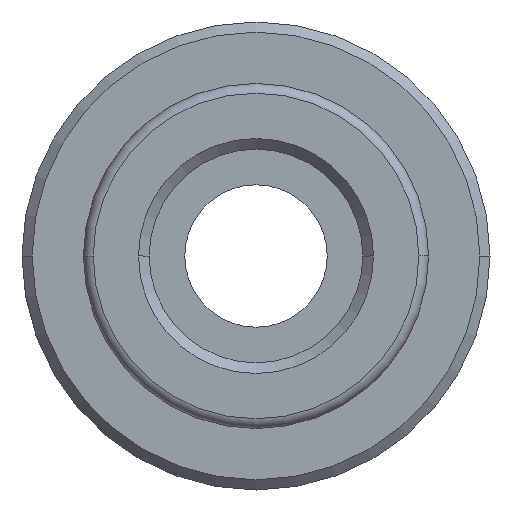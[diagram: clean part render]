
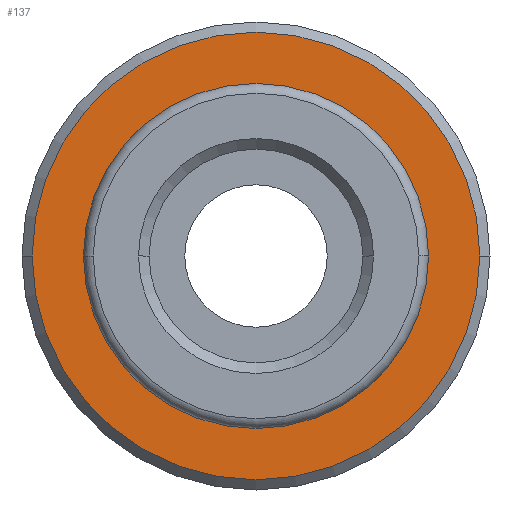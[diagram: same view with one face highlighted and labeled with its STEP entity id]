
A CAD part, front view. The second image highlights one B-rep face of the part: STEP entity #137.
In plain terms, the highlighted planar face has unit normal (0, -1, 0).
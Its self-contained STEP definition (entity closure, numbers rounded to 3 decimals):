
#137=ADVANCED_FACE('',(#331,#332),#333,.T.);
#331=FACE_OUTER_BOUND('',#582,.T.);
#332=FACE_BOUND('',#583,.T.);
#333=PLANE('',#584);
#582=EDGE_LOOP('',(#917,#918));
#583=EDGE_LOOP('',(#919,#920));
#584=AXIS2_PLACEMENT_3D('',#921,#922,#923);
#917=ORIENTED_EDGE('',*,*,#1495,.F.);
#918=ORIENTED_EDGE('',*,*,#1496,.F.);
#919=ORIENTED_EDGE('',*,*,#1497,.T.);
#920=ORIENTED_EDGE('',*,*,#1498,.T.);
#921=CARTESIAN_POINT('',(9.5,4.0,0.0));
#922=DIRECTION('',(0.,-1.0,0.0));
#923=DIRECTION('',(-1.0,0.,-0.0));
#1495=EDGE_CURVE('',#1789,#1790,#1791,.T.);
#1496=EDGE_CURVE('',#1790,#1789,#1792,.T.);
#1497=EDGE_CURVE('',#1793,#1794,#1795,.T.);
#1498=EDGE_CURVE('',#1794,#1793,#1796,.T.);
#1789=VERTEX_POINT('',#2214);
#1790=VERTEX_POINT('',#2215);
#1791=CIRCLE('',#2216,11.0);
#1792=CIRCLE('',#2217,11.0);
#1793=VERTEX_POINT('',#2218);
#1794=VERTEX_POINT('',#2219);
#1795=CIRCLE('',#2220,8.0);
#1796=CIRCLE('',#2221,8.0);
#2214=CARTESIAN_POINT('',(11.0,4.0,0.0));
#2215=CARTESIAN_POINT('',(-11.0,4.0,0.));
#2216=AXIS2_PLACEMENT_3D('',#2773,#2774,#2775);
#2217=AXIS2_PLACEMENT_3D('',#2776,#2777,#2778);
#2218=CARTESIAN_POINT('',(8.0,4.0,0.0));
#2219=CARTESIAN_POINT('',(-8.0,4.0,0.));
#2220=AXIS2_PLACEMENT_3D('',#2779,#2780,#2781);
#2221=AXIS2_PLACEMENT_3D('',#2782,#2783,#2784);
#2773=CARTESIAN_POINT('',(0.0,4.0,0.0));
#2774=DIRECTION('',(-0.0,1.0,0.0));
#2775=DIRECTION('',(1.0,0.0,0.0));
#2776=CARTESIAN_POINT('',(0.0,4.0,0.0));
#2777=DIRECTION('',(-0.0,1.0,0.0));
#2778=DIRECTION('',(1.0,0.0,0.0));
#2779=CARTESIAN_POINT('',(0.0,4.0,0.0));
#2780=DIRECTION('',(-0.0,1.0,0.0));
#2781=DIRECTION('',(1.0,0.0,0.0));
#2782=CARTESIAN_POINT('',(0.0,4.0,0.0));
#2783=DIRECTION('',(-0.0,1.0,0.0));
#2784=DIRECTION('',(1.0,0.0,0.0));
